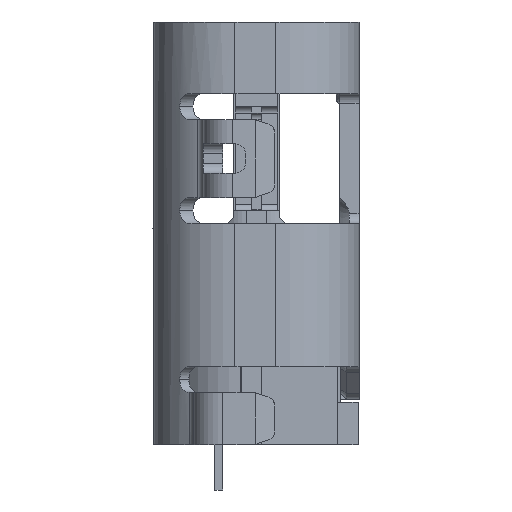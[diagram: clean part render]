
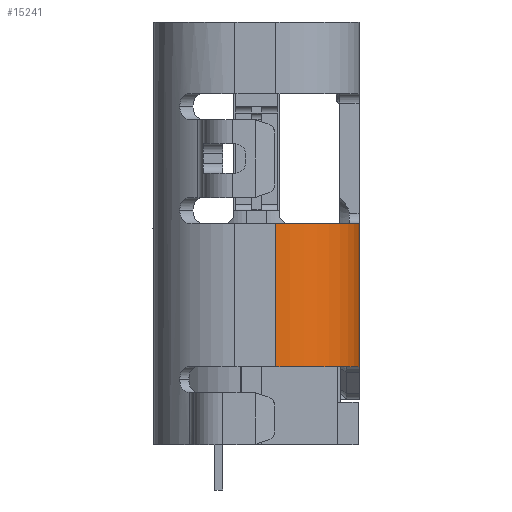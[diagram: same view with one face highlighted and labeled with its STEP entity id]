
A CAD part, left-side view. The second image highlights one B-rep face of the part: STEP entity #15241.
In plain terms, the highlighted cylindrical face has radius 1.28 mm (diameter 2.56 mm), a partial arc.
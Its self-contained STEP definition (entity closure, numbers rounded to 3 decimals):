
#911 = CARTESIAN_POINT ( 'NONE',  ( -3.19, -0.3, -6.5 ) ) ;
#1369 = ORIENTED_EDGE ( 'NONE', *, *, #16556, .T. ) ;
#2157 = EDGE_CURVE ( 'NONE', #12443, #30741, #7186, .T. ) ;
#4174 = CARTESIAN_POINT ( 'NONE',  ( -3.19, -1.58, -6.5 ) ) ;
#4604 = DIRECTION ( 'NONE',  ( 0., 0., -1. ) ) ;
#4678 = DIRECTION ( 'NONE',  ( 1., 0., 0. ) ) ;
#6082 = DIRECTION ( 'NONE',  ( 1., 0., 0. ) ) ;
#6089 = CARTESIAN_POINT ( 'NONE',  ( -4.47, -0.3, -3.1 ) ) ;
#6754 = AXIS2_PLACEMENT_3D ( 'NONE', #911, #21844, #6082 ) ;
#7186 = LINE ( 'NONE', #27946, #30084 ) ;
#7924 = VERTEX_POINT ( 'NONE', #9096 ) ;
#8834 = ORIENTED_EDGE ( 'NONE', *, *, #10139, .T. ) ;
#9096 = CARTESIAN_POINT ( 'NONE',  ( -3.19, -1.58, -5.3 ) ) ;
#9347 = LINE ( 'NONE', #4174, #25036 ) ;
#9353 = DIRECTION ( 'NONE',  ( 1., 0., 0. ) ) ;
#9663 = ORIENTED_EDGE ( 'NONE', *, *, #21726, .T. ) ;
#9854 = DIRECTION ( 'NONE',  ( 0., 0., 1. ) ) ;
#10139 = EDGE_CURVE ( 'NONE', #30741, #7924, #14636, .T. ) ;
#10529 = ORIENTED_EDGE ( 'NONE', *, *, #2157, .T. ) ;
#12435 = AXIS2_PLACEMENT_3D ( 'NONE', #17626, #9854, #4678 ) ;
#12443 = VERTEX_POINT ( 'NONE', #6089 ) ;
#14537 = DIRECTION ( 'NONE',  ( 0., 0., -1. ) ) ;
#14636 = CIRCLE ( 'NONE', #12435, 1.28 ) ;
#15241 = ADVANCED_FACE ( 'NONE', ( #29769 ), #32376, .T. ) ;
#16556 = EDGE_CURVE ( 'NONE', #23356, #12443, #32925, .T. ) ;
#17298 = DIRECTION ( 'NONE',  ( 0., 0., 1. ) ) ;
#17626 = CARTESIAN_POINT ( 'NONE',  ( -3.19, -0.3, -5.3 ) ) ;
#21726 = EDGE_CURVE ( 'NONE', #7924, #23356, #9347, .T. ) ;
#21844 = DIRECTION ( 'NONE',  ( 0., 0., 1. ) ) ;
#23356 = VERTEX_POINT ( 'NONE', #27523 ) ;
#24639 = AXIS2_PLACEMENT_3D ( 'NONE', #29936, #14537, #9353 ) ;
#25036 = VECTOR ( 'NONE', #17298, 1000. ) ;
#25635 = CARTESIAN_POINT ( 'NONE',  ( -4.47, -0.3, -5.3 ) ) ;
#26861 = EDGE_LOOP ( 'NONE', ( #9663, #1369, #10529, #8834 ) ) ;
#27523 = CARTESIAN_POINT ( 'NONE',  ( -3.19, -1.58, -3.1 ) ) ;
#27946 = CARTESIAN_POINT ( 'NONE',  ( -4.47, -0.3, -6.5 ) ) ;
#29769 = FACE_OUTER_BOUND ( 'NONE', #26861, .T. ) ;
#29936 = CARTESIAN_POINT ( 'NONE',  ( -3.19, -0.3, -3.1 ) ) ;
#30084 = VECTOR ( 'NONE', #4604, 1000. ) ;
#30741 = VERTEX_POINT ( 'NONE', #25635 ) ;
#32376 = CYLINDRICAL_SURFACE ( 'NONE', #6754, 1.28 ) ;
#32925 = CIRCLE ( 'NONE', #24639, 1.28 ) ;
